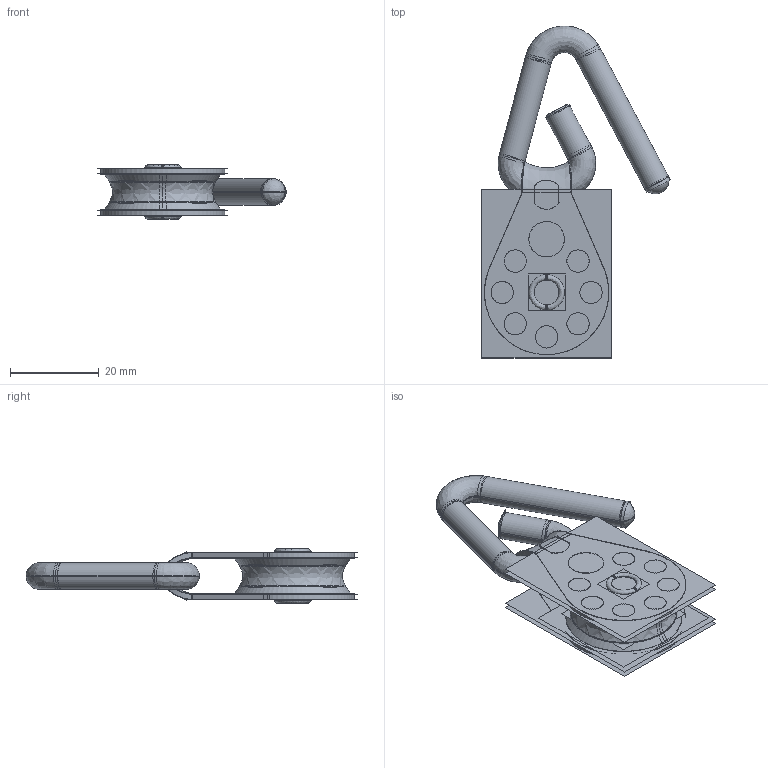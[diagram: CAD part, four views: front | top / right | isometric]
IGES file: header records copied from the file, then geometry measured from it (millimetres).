
Start section:  PTC IGES file: a4178e.igs
Global section: file name: a4178e.igs; native system: Creo Parametric by PTC Inc.; preprocessor: 2021284; author: Student; organization: Unknown; date: 20211201.150309; units: millimetre
Bounding box: 42.36 x 74.72 x 12.2 mm (x, y, z)
Surface area: 19631.3 mm2 (no closed solid volume)
Topology: 0 solids, 0 shells, 266 faces, 3520 edges, 4672 vertices
Faces by surface type: revolution 200, bspline 66
